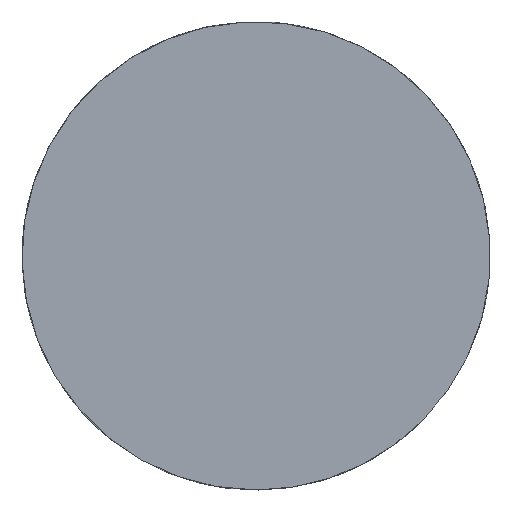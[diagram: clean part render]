
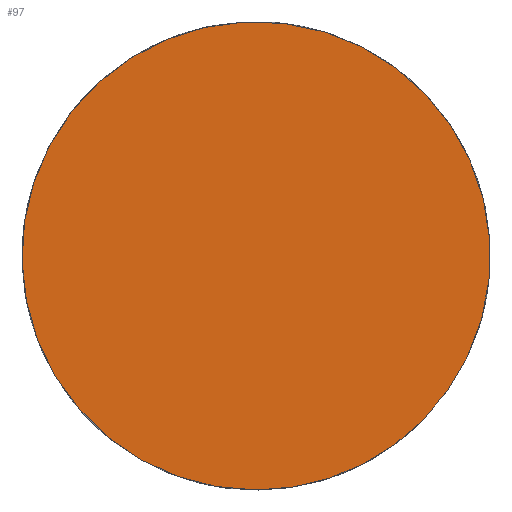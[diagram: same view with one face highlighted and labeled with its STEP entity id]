
A CAD part, top view. The second image highlights one B-rep face of the part: STEP entity #97.
In plain terms, the highlighted planar face has unit normal (0, 0, 1).
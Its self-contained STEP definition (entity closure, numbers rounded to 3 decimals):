
#97=ADVANCED_FACE('',(#105),#106,.T.);
#105=FACE_OUTER_BOUND('',#37361,.T.);
#106=PLANE('',#37362);
#37361=EDGE_LOOP('',(#37369));
#37362=AXIS2_PLACEMENT_3D('',#37370,#37371,#37372);
#37369=ORIENTED_EDGE('',*,*,#37373,.F.);
#37370=CARTESIAN_POINT('',(0.0,0.0,14.152));
#37371=DIRECTION('',(0.0,0.0,1.0));
#37372=DIRECTION('',(1.0,0.0,0.0));
#37373=EDGE_CURVE('',#37375,#37375,#37376,.T.);
#37375=VERTEX_POINT('',#37379);
#37376=CIRCLE('',#37380,85.0);
#37379=CARTESIAN_POINT('',(0.,-85.0,14.152));
#37380=AXIS2_PLACEMENT_3D('',#37416,#37417,#37418);
#37416=CARTESIAN_POINT('',(0.0,0.0,14.152));
#37417=DIRECTION('',(0.0,0.0,-1.0));
#37418=DIRECTION('',(0.0,1.0,0.0));
